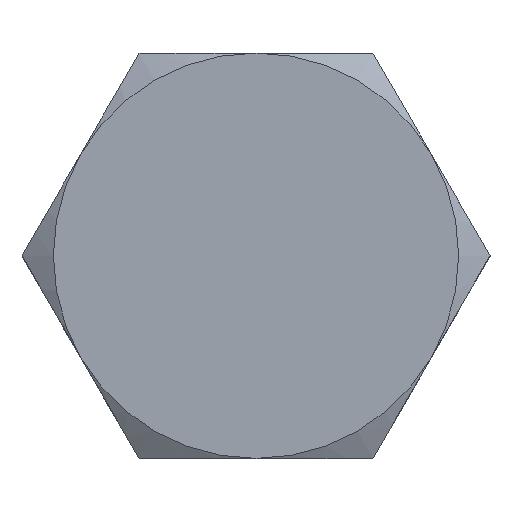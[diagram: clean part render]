
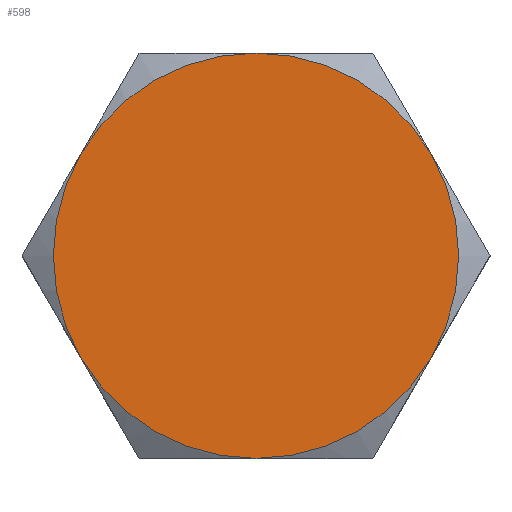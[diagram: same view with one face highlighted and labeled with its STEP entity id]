
A CAD part, top view. The second image highlights one B-rep face of the part: STEP entity #598.
In plain terms, the highlighted planar face has unit normal (0, 0, 1).
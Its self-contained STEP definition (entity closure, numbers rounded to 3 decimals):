
#8 = CARTESIAN_POINT ( 'NONE',  ( -13.856, 8., 12. ) ) ;
#32 = CARTESIAN_POINT ( 'NONE',  ( 0., -16., 12. ) ) ;
#112 = CARTESIAN_POINT ( 'NONE',  ( 13.856, 8., 12. ) ) ;
#395 = DIRECTION ( 'NONE',  ( 0., -1., 0. ) ) ;
#396 = DIRECTION ( 'NONE',  ( 0., 0., 1. ) ) ;
#397 = AXIS2_PLACEMENT_3D ( 'NONE', #524, #396, #395 ) ;
#406 = DIRECTION ( 'NONE',  ( 0., -1., 0. ) ) ;
#416 = CARTESIAN_POINT ( 'NONE',  ( 0., 0., 12. ) ) ;
#428 = DIRECTION ( 'NONE',  ( 0., -1., 0. ) ) ;
#429 = DIRECTION ( 'NONE',  ( 0., 0., 1. ) ) ;
#430 = CARTESIAN_POINT ( 'NONE',  ( 0., 0., 12. ) ) ;
#453 = AXIS2_PLACEMENT_3D ( 'NONE', #430, #429, #428 ) ;
#463 = CARTESIAN_POINT ( 'NONE',  ( 13.856, -8., 12. ) ) ;
#465 = DIRECTION ( 'NONE',  ( 0., 1., 0. ) ) ;
#466 = DIRECTION ( 'NONE',  ( 0., 0., -1. ) ) ;
#467 = CARTESIAN_POINT ( 'NONE',  ( 0., 16., 12. ) ) ;
#476 = CIRCLE ( 'NONE', #453, 16. ) ;
#482 = CIRCLE ( 'NONE', #522, 16. ) ;
#504 = AXIS2_PLACEMENT_3D ( 'NONE', #534, #533, #538 ) ;
#507 = CARTESIAN_POINT ( 'NONE',  ( -13.856, -8., 12. ) ) ;
#512 = CIRCLE ( 'NONE', #504, 16. ) ;
#514 = AXIS2_PLACEMENT_3D ( 'NONE', #416, #539, #406 ) ;
#515 = CIRCLE ( 'NONE', #514, 16. ) ;
#516 = PLANE ( 'NONE',  #517 ) ;
#517 = AXIS2_PLACEMENT_3D ( 'NONE', #467, #466, #465 ) ;
#518 = FACE_OUTER_BOUND ( 'NONE', #550, .T. ) ;
#519 = DIRECTION ( 'NONE',  ( 0., -1., 0. ) ) ;
#520 = DIRECTION ( 'NONE',  ( 0., 0., 1. ) ) ;
#521 = CARTESIAN_POINT ( 'NONE',  ( 0., 0., 12. ) ) ;
#522 = AXIS2_PLACEMENT_3D ( 'NONE', #521, #520, #519 ) ;
#524 = CARTESIAN_POINT ( 'NONE',  ( 0., 0., 12. ) ) ;
#527 = CIRCLE ( 'NONE', #397, 16. ) ;
#532 = CARTESIAN_POINT ( 'NONE',  ( 0., 16., 12. ) ) ;
#533 = DIRECTION ( 'NONE',  ( 0., 0., 1. ) ) ;
#534 = CARTESIAN_POINT ( 'NONE',  ( 0., 0., 12. ) ) ;
#538 = DIRECTION ( 'NONE',  ( 0., -1., 0. ) ) ;
#539 = DIRECTION ( 'NONE',  ( 0., 0., 1. ) ) ;
#544 = ORIENTED_EDGE ( 'NONE', *, *, #566, .T. ) ;
#545 = ORIENTED_EDGE ( 'NONE', *, *, #584, .T. ) ;
#546 = ORIENTED_EDGE ( 'NONE', *, *, #560, .T. ) ;
#550 = EDGE_LOOP ( 'NONE', ( #551, #576, #577, #544, #545, #546 ) ) ;
#551 = ORIENTED_EDGE ( 'NONE', *, *, #596, .T. ) ;
#560 = EDGE_CURVE ( 'NONE', #623, #700, #604, .T. ) ;
#566 = EDGE_CURVE ( 'NONE', #588, #687, #515, .T. ) ;
#576 = ORIENTED_EDGE ( 'NONE', *, *, #590, .T. ) ;
#577 = ORIENTED_EDGE ( 'NONE', *, *, #578, .T. ) ;
#578 = EDGE_CURVE ( 'NONE', #674, #588, #512, .T. ) ;
#584 = EDGE_CURVE ( 'NONE', #687, #623, #476, .T. ) ;
#588 = VERTEX_POINT ( 'NONE', #532 ) ;
#590 = EDGE_CURVE ( 'NONE', #608, #674, #527, .T. ) ;
#596 = EDGE_CURVE ( 'NONE', #700, #608, #482, .T. ) ;
#598 = ADVANCED_FACE ( 'NONE', ( #518 ), #516, .F. ) ;
#600 = DIRECTION ( 'NONE',  ( 0., -1., 0. ) ) ;
#601 = DIRECTION ( 'NONE',  ( 0., 0., 1. ) ) ;
#602 = CARTESIAN_POINT ( 'NONE',  ( 0., 0., 12. ) ) ;
#603 = AXIS2_PLACEMENT_3D ( 'NONE', #602, #601, #600 ) ;
#604 = CIRCLE ( 'NONE', #603, 16. ) ;
#608 = VERTEX_POINT ( 'NONE', #463 ) ;
#623 = VERTEX_POINT ( 'NONE', #507 ) ;
#674 = VERTEX_POINT ( 'NONE', #112 ) ;
#687 = VERTEX_POINT ( 'NONE', #8 ) ;
#700 = VERTEX_POINT ( 'NONE', #32 ) ;
